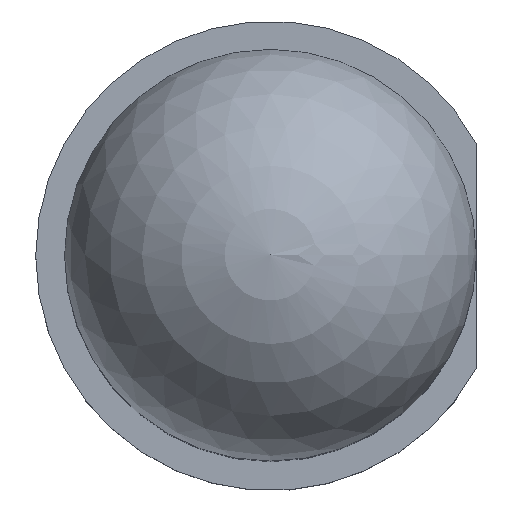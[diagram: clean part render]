
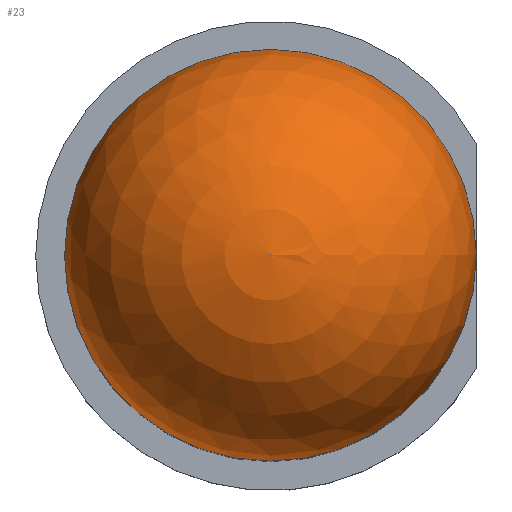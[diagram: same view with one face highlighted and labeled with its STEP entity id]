
A CAD part, top view. The second image highlights one B-rep face of the part: STEP entity #23.
In plain terms, the highlighted spherical face has radius 2.5 mm.
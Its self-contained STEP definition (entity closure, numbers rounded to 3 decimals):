
#13 = VERTEX_POINT ( 'NONE', #215 ) ;
#20 = EDGE_CURVE ( 'NONE', #56, #13, #186, .T. ) ;
#23 = ADVANCED_FACE ( 'NONE', ( #187 ), #192, .T. ) ;
#24 = EDGE_LOOP ( 'NONE', ( #78, #85 ) ) ;
#55 = EDGE_CURVE ( 'NONE', #13, #56, #391, .T. ) ;
#56 = VERTEX_POINT ( 'NONE', #385 ) ;
#78 = ORIENTED_EDGE ( 'NONE', *, *, #20, .T. ) ;
#85 = ORIENTED_EDGE ( 'NONE', *, *, #55, .T. ) ;
#184 = DIRECTION ( 'NONE',  ( 0., 0., 1. ) ) ;
#185 = AXIS2_PLACEMENT_3D ( 'NONE', #188, #184, #208 ) ;
#186 = CIRCLE ( 'NONE', #185, 2.5 ) ;
#187 = FACE_OUTER_BOUND ( 'NONE', #24, .T. ) ;
#188 = CARTESIAN_POINT ( 'NONE',  ( 0., 0., 6.1 ) ) ;
#192 = SPHERICAL_SURFACE ( 'NONE', #227, 2.5 ) ;
#195 = CARTESIAN_POINT ( 'NONE',  ( 0., 0., 6.1 ) ) ;
#208 = DIRECTION ( 'NONE',  ( 1., 0., 0. ) ) ;
#215 = CARTESIAN_POINT ( 'NONE',  ( 2.5, 0., 6.1 ) ) ;
#225 = DIRECTION ( 'NONE',  ( 1., 0., 0. ) ) ;
#226 = DIRECTION ( 'NONE',  ( 0., 0., 1. ) ) ;
#227 = AXIS2_PLACEMENT_3D ( 'NONE', #195, #226, #225 ) ;
#385 = CARTESIAN_POINT ( 'NONE',  ( -2.5, 0., 6.1 ) ) ;
#390 = AXIS2_PLACEMENT_3D ( 'NONE', #412, #394, #407 ) ;
#391 = CIRCLE ( 'NONE', #390, 2.5 ) ;
#394 = DIRECTION ( 'NONE',  ( 0., 0., 1. ) ) ;
#407 = DIRECTION ( 'NONE',  ( 1., 0., 0. ) ) ;
#412 = CARTESIAN_POINT ( 'NONE',  ( 0., 0., 6.1 ) ) ;
